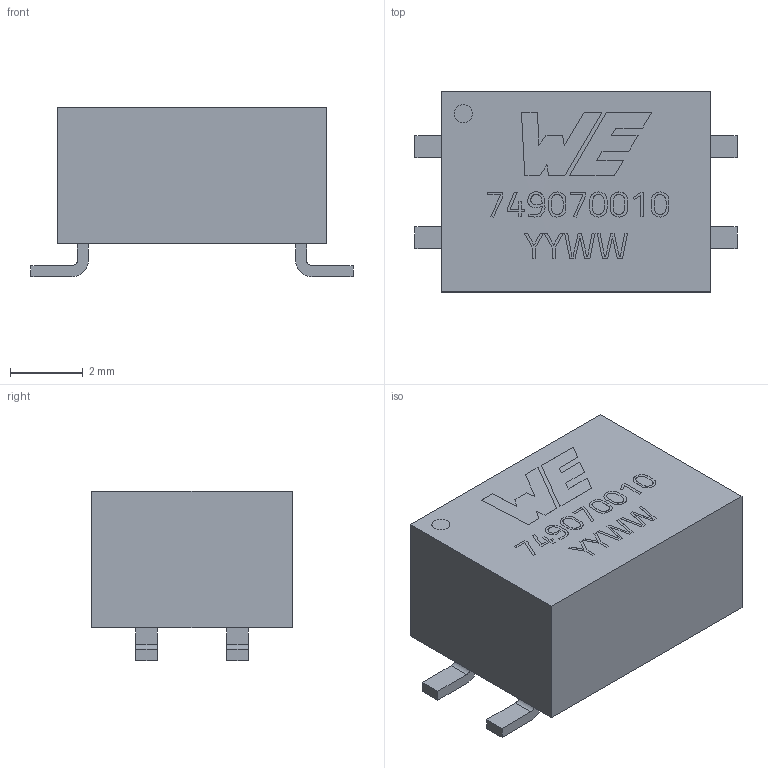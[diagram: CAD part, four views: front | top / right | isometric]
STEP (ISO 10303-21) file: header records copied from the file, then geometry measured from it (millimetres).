
FILE_DESCRIPTION(/* description */ ('Unknown'),/* implementation_level */ '2;1');
FILE_NAME(/* name */ 'T_Wurth_WE-SPE_749070010',/* time_stamp */ '2025-09-04T13:30:31+08:00',/* author */ ('Unknown'),/* organization */ ('Unknown'),/* preprocessor_version */ 'ST-DEVELOPER v19.4',/* originating_system */ 'Solid Edge',/* authorisation */ 'Unknown');
FILE_SCHEMA (('AUTOMOTIVE_DESIGN {1 0 10303 214 3 1 1}'));
Length unit declared in the file: millimetre
Products named in the file (2): T_Wurth_WE-SPE_749070010
Assembly tree (1 placements, depth 2):
  T_Wurth_WE-SPE_749070010
    T_Wurth_WE-SPE_749070010
Bounding box: 8.85 x 5.5 x 4.65 mm (x, y, z)
Volume: 154.1 mm3; surface area: 192.9 mm2
Topology: 1 solids, 1 shells, 187 faces, 480 edges, 320 vertices
Faces by surface type: plane 167, cylinder 10, bspline 10
Full cylindrical faces by diameter (mm): 0.5 x1
Entity records: 7098 total; most frequent: CARTESIAN_POINT 1628, ORIENTED_EDGE 942, DIRECTION 647, EDGE_CURVE 471, VERTEX_POINT 320, LINE 253, VECTOR 253, EDGE_LOOP 221
